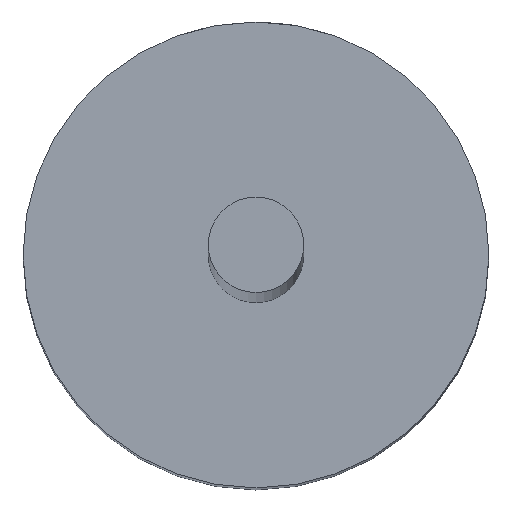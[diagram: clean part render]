
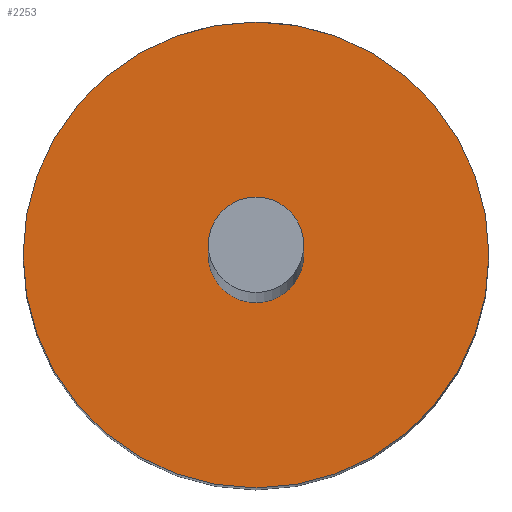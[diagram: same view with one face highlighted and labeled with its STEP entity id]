
A CAD part, top view. The second image highlights one B-rep face of the part: STEP entity #2253.
In plain terms, the highlighted planar face has unit normal (0, 0, 1).
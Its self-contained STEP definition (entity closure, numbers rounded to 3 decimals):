
#27 = AXIS2_PLACEMENT_3D ( 'NONE', #2695, #91, #1325 ) ;
#91 = DIRECTION ( 'NONE',  ( 0., 0., 1. ) ) ;
#235 = AXIS2_PLACEMENT_3D ( 'NONE', #1472, #2168, #523 ) ;
#267 = DIRECTION ( 'NONE',  ( 1., 0., 0. ) ) ;
#387 = AXIS2_PLACEMENT_3D ( 'NONE', #1069, #1264, #536 ) ;
#523 = DIRECTION ( 'NONE',  ( 1., 0., 0. ) ) ;
#536 = DIRECTION ( 'NONE',  ( 1., 0., 0. ) ) ;
#553 = ORIENTED_EDGE ( 'NONE', *, *, #1265, .F. ) ;
#576 = FACE_OUTER_BOUND ( 'NONE', #3021, .T. ) ;
#828 = FACE_BOUND ( 'NONE', #3154, .T. ) ;
#944 = ORIENTED_EDGE ( 'NONE', *, *, #1079, .T. ) ;
#978 = CIRCLE ( 'NONE', #387, 1.27 ) ;
#1047 = VERTEX_POINT ( 'NONE', #1550 ) ;
#1069 = CARTESIAN_POINT ( 'NONE',  ( 0., 0., 3.3 ) ) ;
#1079 = EDGE_CURVE ( 'NONE', #1544, #1224, #1933, .T. ) ;
#1130 = DIRECTION ( 'NONE',  ( 1., 0., 0. ) ) ;
#1214 = CARTESIAN_POINT ( 'NONE',  ( 0., 0., 3.3 ) ) ;
#1224 = VERTEX_POINT ( 'NONE', #2297 ) ;
#1264 = DIRECTION ( 'NONE',  ( 0., 0., 1. ) ) ;
#1265 = EDGE_CURVE ( 'NONE', #1047, #2376, #1639, .T. ) ;
#1325 = DIRECTION ( 'NONE',  ( 1., 0., 0. ) ) ;
#1472 = CARTESIAN_POINT ( 'NONE',  ( 0., 0., 3.3 ) ) ;
#1544 = VERTEX_POINT ( 'NONE', #1756 ) ;
#1550 = CARTESIAN_POINT ( 'NONE',  ( -0.26, 0., 3.3 ) ) ;
#1563 = PLANE ( 'NONE',  #2430 ) ;
#1639 = CIRCLE ( 'NONE', #2179, 0.26 ) ;
#1756 = CARTESIAN_POINT ( 'NONE',  ( -1.27, 0., 3.3 ) ) ;
#1820 = ORIENTED_EDGE ( 'NONE', *, *, #2893, .F. ) ;
#1854 = ORIENTED_EDGE ( 'NONE', *, *, #2160, .T. ) ;
#1933 = CIRCLE ( 'NONE', #27, 1.27 ) ;
#2111 = CARTESIAN_POINT ( 'NONE',  ( 0., 0., 3.3 ) ) ;
#2160 = EDGE_CURVE ( 'NONE', #1224, #1544, #978, .T. ) ;
#2168 = DIRECTION ( 'NONE',  ( 0., 0., 1. ) ) ;
#2179 = AXIS2_PLACEMENT_3D ( 'NONE', #2111, #2310, #1130 ) ;
#2253 = ADVANCED_FACE ( 'NONE', ( #828, #576 ), #1563, .T. ) ;
#2297 = CARTESIAN_POINT ( 'NONE',  ( 1.27, 0., 3.3 ) ) ;
#2310 = DIRECTION ( 'NONE',  ( 0., 0., 1. ) ) ;
#2376 = VERTEX_POINT ( 'NONE', #2684 ) ;
#2430 = AXIS2_PLACEMENT_3D ( 'NONE', #1214, #2921, #267 ) ;
#2675 = CIRCLE ( 'NONE', #235, 0.26 ) ;
#2684 = CARTESIAN_POINT ( 'NONE',  ( 0.26, 0., 3.3 ) ) ;
#2695 = CARTESIAN_POINT ( 'NONE',  ( 0., 0., 3.3 ) ) ;
#2893 = EDGE_CURVE ( 'NONE', #2376, #1047, #2675, .T. ) ;
#2921 = DIRECTION ( 'NONE',  ( 0., 0., 1. ) ) ;
#3021 = EDGE_LOOP ( 'NONE', ( #1854, #944 ) ) ;
#3154 = EDGE_LOOP ( 'NONE', ( #553, #1820 ) ) ;
